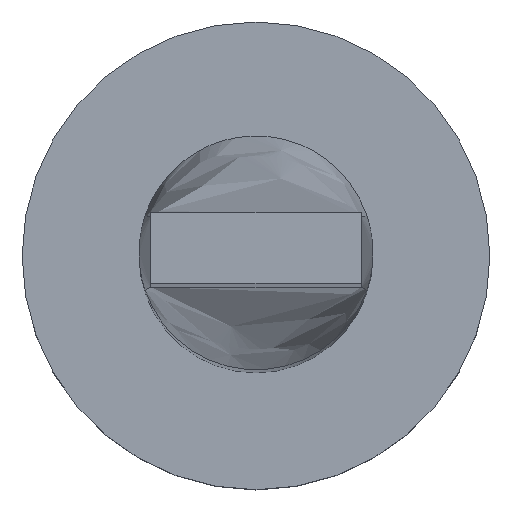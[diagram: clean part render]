
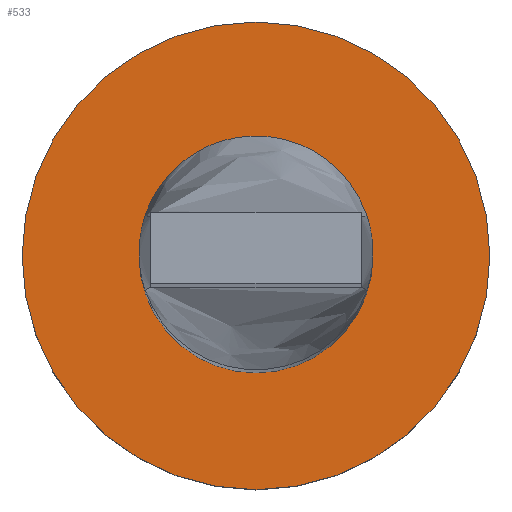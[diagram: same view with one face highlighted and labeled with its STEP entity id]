
A CAD part, top view. The second image highlights one B-rep face of the part: STEP entity #533.
In plain terms, the highlighted planar face has unit normal (0, 0, 1).
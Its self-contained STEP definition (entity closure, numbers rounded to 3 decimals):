
#6 = VERTEX_POINT ( 'NONE', #399 ) ;
#28 = EDGE_CURVE ( 'NONE', #430, #6, #390, .T. ) ;
#42 = AXIS2_PLACEMENT_3D ( 'NONE', #573, #177, #122 ) ;
#43 = PLANE ( 'NONE',  #230 ) ;
#79 = DIRECTION ( 'NONE',  ( 1., 0., 0. ) ) ;
#86 = CARTESIAN_POINT ( 'NONE',  ( -5., 0., 3. ) ) ;
#109 = EDGE_CURVE ( 'NONE', #454, #339, #440, .T. ) ;
#122 = DIRECTION ( 'NONE',  ( 1., 0., 0. ) ) ;
#136 = CIRCLE ( 'NONE', #231, 5. ) ;
#143 = CIRCLE ( 'NONE', #355, 2.5 ) ;
#144 = EDGE_CURVE ( 'NONE', #6, #430, #143, .T. ) ;
#146 = CARTESIAN_POINT ( 'NONE',  ( 0., 0., 3. ) ) ;
#170 = CARTESIAN_POINT ( 'NONE',  ( 0., 0., 3. ) ) ;
#177 = DIRECTION ( 'NONE',  ( 0., 0., 1. ) ) ;
#205 = ORIENTED_EDGE ( 'NONE', *, *, #28, .F. ) ;
#208 = DIRECTION ( 'NONE',  ( 1., 0., 0. ) ) ;
#220 = ORIENTED_EDGE ( 'NONE', *, *, #391, .T. ) ;
#230 = AXIS2_PLACEMENT_3D ( 'NONE', #578, #542, #257 ) ;
#231 = AXIS2_PLACEMENT_3D ( 'NONE', #146, #505, #443 ) ;
#238 = EDGE_LOOP ( 'NONE', ( #220, #329 ) ) ;
#244 = DIRECTION ( 'NONE',  ( 0., 0., 1. ) ) ;
#257 = DIRECTION ( 'NONE',  ( 1., 0., 0. ) ) ;
#262 = AXIS2_PLACEMENT_3D ( 'NONE', #170, #387, #79 ) ;
#329 = ORIENTED_EDGE ( 'NONE', *, *, #109, .T. ) ;
#339 = VERTEX_POINT ( 'NONE', #86 ) ;
#355 = AXIS2_PLACEMENT_3D ( 'NONE', #527, #244, #208 ) ;
#362 = CARTESIAN_POINT ( 'NONE',  ( 5., 0., 3. ) ) ;
#377 = CARTESIAN_POINT ( 'NONE',  ( 2.5, 0., 3. ) ) ;
#386 = ORIENTED_EDGE ( 'NONE', *, *, #144, .F. ) ;
#387 = DIRECTION ( 'NONE',  ( 0., 0., 1. ) ) ;
#390 = CIRCLE ( 'NONE', #42, 2.5 ) ;
#391 = EDGE_CURVE ( 'NONE', #339, #454, #136, .T. ) ;
#399 = CARTESIAN_POINT ( 'NONE',  ( -2.5, 0., 3. ) ) ;
#430 = VERTEX_POINT ( 'NONE', #377 ) ;
#440 = CIRCLE ( 'NONE', #262, 5. ) ;
#443 = DIRECTION ( 'NONE',  ( 1., 0., 0. ) ) ;
#454 = VERTEX_POINT ( 'NONE', #362 ) ;
#495 = EDGE_LOOP ( 'NONE', ( #386, #205 ) ) ;
#505 = DIRECTION ( 'NONE',  ( 0., 0., 1. ) ) ;
#507 = FACE_BOUND ( 'NONE', #495, .T. ) ;
#527 = CARTESIAN_POINT ( 'NONE',  ( 0., 0., 3. ) ) ;
#533 = ADVANCED_FACE ( 'NONE', ( #507, #535 ), #43, .T. ) ;
#535 = FACE_OUTER_BOUND ( 'NONE', #238, .T. ) ;
#542 = DIRECTION ( 'NONE',  ( 0., 0., 1. ) ) ;
#573 = CARTESIAN_POINT ( 'NONE',  ( 0., 0., 3. ) ) ;
#578 = CARTESIAN_POINT ( 'NONE',  ( 0., 0., 3. ) ) ;
